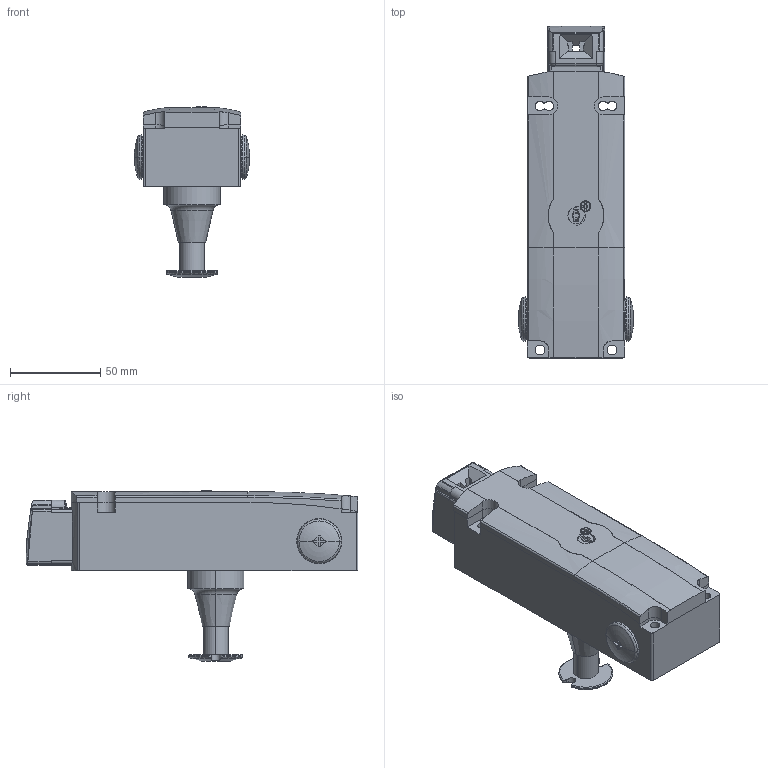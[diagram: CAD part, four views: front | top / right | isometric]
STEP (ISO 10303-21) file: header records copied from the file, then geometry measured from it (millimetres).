
FILE_DESCRIPTION(('STEP AP214'),'1');
FILE_NAME('cctmp_4EA4C649-830B-4721-8ED6-452BEE5790DE_2023_07_21_11_40_57_0962..stp','2023-07-21T09:40:58',('SIEMENS A&D'),('CADClick - www.CADClick.com'),'Spatial InterOp 3D postprocessed',' ','unknown authorization');
FILE_SCHEMA(('AUTOMOTIVE_DESIGN'));
Length unit declared in the file: millimetre
Products named in the file (7): cc_unnamed; 2023_07_21_11_40_57_0931; 2023_07_21_11_40_57_0927; 2023_07_21_11_40_57_0923; 2023_07_21_11_40_57_0919; 2023_07_21_11_40_57_0915; 2023_07_21_11_40_57_0911
Assembly tree (6 placements, depth 2):
  cc_unnamed
    2023_07_21_11_40_57_0931
    2023_07_21_11_40_57_0927
    2023_07_21_11_40_57_0923
    2023_07_21_11_40_57_0919
    2023_07_21_11_40_57_0915
    2023_07_21_11_40_57_0911
Bounding box: 63.98 x 184.1 x 94.4 mm (x, y, z)
Volume: 214477.7 mm3; surface area: 82550.4 mm2
Topology: 6 solids, 6 shells, 456 faces, 1252 edges, 805 vertices
Faces by surface type: plane 219, cylinder 165, torus 48, cone 22, revolution 2
Entity records: 16778 total; most frequent: CARTESIAN_POINT 3629, ORIENTED_EDGE 2464, DIRECTION 2412, EDGE_CURVE 1232, AXIS2_PLACEMENT_3D 872, VERTEX_POINT 805, LINE 666, VECTOR 666
